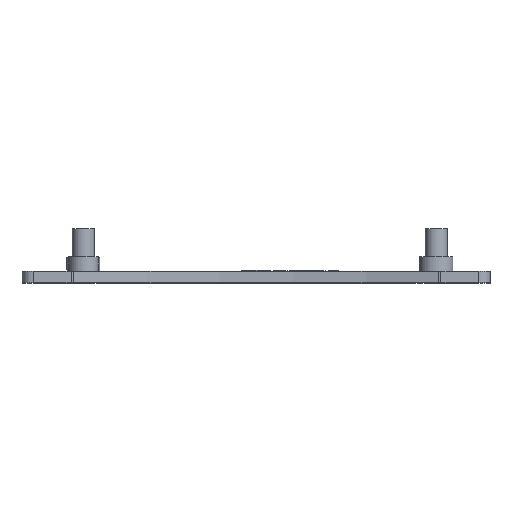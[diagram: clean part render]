
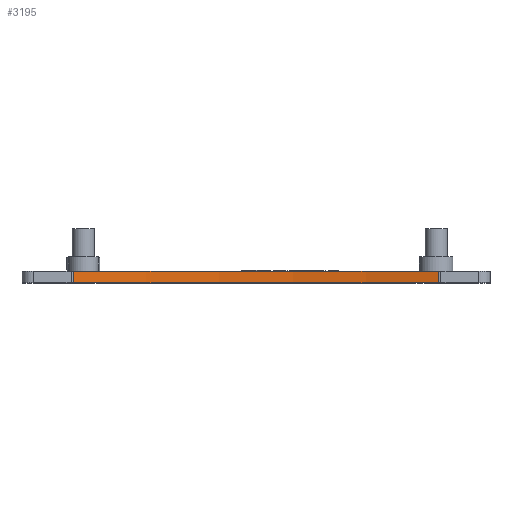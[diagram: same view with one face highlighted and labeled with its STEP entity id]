
A CAD part, top view. The second image highlights one B-rep face of the part: STEP entity #3195.
In plain terms, the highlighted cylindrical face has radius 200 mm (diameter 400 mm), a partial arc.
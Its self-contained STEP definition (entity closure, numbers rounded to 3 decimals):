
#230=CYLINDRICAL_SURFACE('',#3449,200.);
#315=CIRCLE('',#3380,200.);
#341=CIRCLE('',#3421,200.);
#421=FACE_OUTER_BOUND('',#647,.T.);
#647=EDGE_LOOP('',(#2507,#2508,#2509,#2510));
#905=LINE('',#6755,#1173);
#906=LINE('',#6756,#1174);
#1173=VECTOR('',#3919,1000.);
#1174=VECTOR('',#3920,1000.);
#1367=VERTEX_POINT('',#4354);
#1368=VERTEX_POINT('',#4356);
#1441=VERTEX_POINT('',#4553);
#1442=VERTEX_POINT('',#4555);
#1704=EDGE_CURVE('',#1367,#1368,#315,.T.);
#1778=EDGE_CURVE('',#1441,#1442,#341,.T.);
#1900=EDGE_CURVE('',#1367,#1442,#905,.T.);
#1901=EDGE_CURVE('',#1441,#1368,#906,.T.);
#2507=ORIENTED_EDGE('',*,*,#1704,.F.);
#2508=ORIENTED_EDGE('',*,*,#1900,.T.);
#2509=ORIENTED_EDGE('',*,*,#1778,.F.);
#2510=ORIENTED_EDGE('',*,*,#1901,.T.);
#3195=ADVANCED_FACE('',(#421),#230,.F.);
#3380=AXIS2_PLACEMENT_3D('',#4357,#3694,#3695);
#3421=AXIS2_PLACEMENT_3D('',#4556,#3808,#3809);
#3449=AXIS2_PLACEMENT_3D('',#6754,#3917,#3918);
#3694=DIRECTION('center_axis',(0.,1.,0.));
#3695=DIRECTION('ref_axis',(1.,0.,0.));
#3808=DIRECTION('center_axis',(0.,-1.,0.));
#3809=DIRECTION('ref_axis',(-1.,0.,0.));
#3917=DIRECTION('center_axis',(0.,-1.,0.));
#3918=DIRECTION('ref_axis',(1.,0.,0.));
#3919=DIRECTION('',(0.,1.,0.));
#3920=DIRECTION('',(0.,-1.,0.));
#4354=CARTESIAN_POINT('',(49.043,118.6,97.908));
#4356=CARTESIAN_POINT('',(-49.043,118.6,97.908));
#4357=CARTESIAN_POINT('Origin',(0.,118.6,291.802));
#4553=CARTESIAN_POINT('',(-49.043,121.6,97.908));
#4555=CARTESIAN_POINT('',(49.043,121.6,97.908));
#4556=CARTESIAN_POINT('Origin',(0.,121.6,291.802));
#6754=CARTESIAN_POINT('Origin',(0.,255.125,
291.802));
#6755=CARTESIAN_POINT('',(49.043,255.125,97.908));
#6756=CARTESIAN_POINT('',(-49.043,255.125,97.908));
